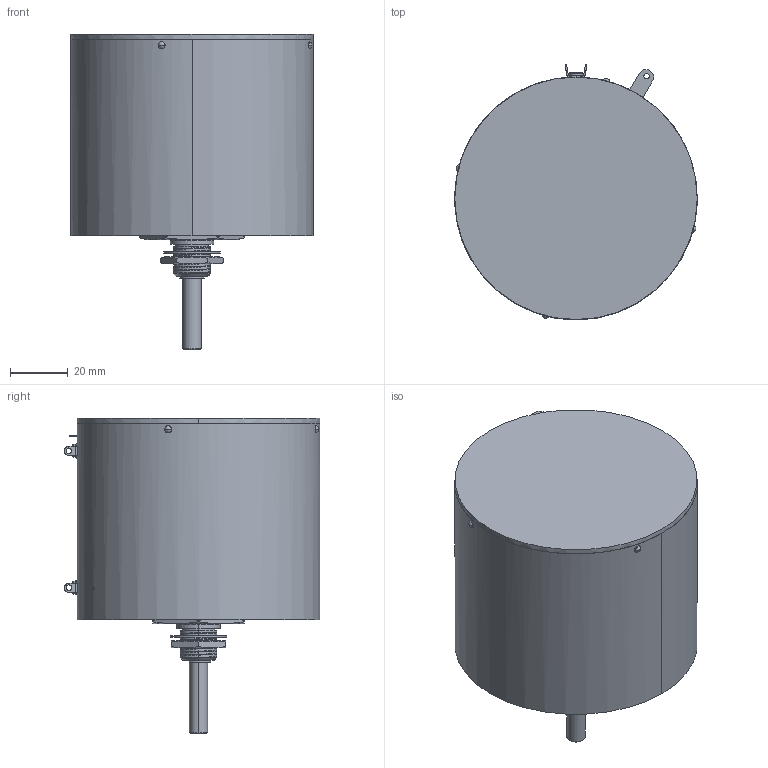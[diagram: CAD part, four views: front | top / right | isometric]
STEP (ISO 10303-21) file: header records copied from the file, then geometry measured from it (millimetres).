
FILE_DESCRIPTION((''),'2;1');
FILE_NAME('B-1G_SW0004','2015-06-11T',('BMozley'),(''),'CREO PARAMETRIC BY PTC INC, 2015080','CREO PARAMETRIC BY PTC INC, 2015080','');
FILE_SCHEMA(('CONFIG_CONTROL_DESIGN'));
Products named in the file (1): B-1G_SW0004
Bounding box: 84.4 x 88.93 x 109.68 mm (x, y, z)
Volume: 365820.7 mm3; surface area: 69923.1 mm2
Topology: 3 solids, 5 shells, 771 faces, 1955 edges, 1232 vertices
Faces by surface type: plane 280, cylinder 247, bspline 159, cone 54, torus 21, sphere 8, revolution 2
Entity records: 51219 total; most frequent: CARTESIAN_POINT 33633, ORIENTED_EDGE 3876, DIRECTION 3219, EDGE_CURVE 1938, VERTEX_POINT 1232, AXIS2_PLACEMENT_3D 1166, VECTOR 885, LINE 885
